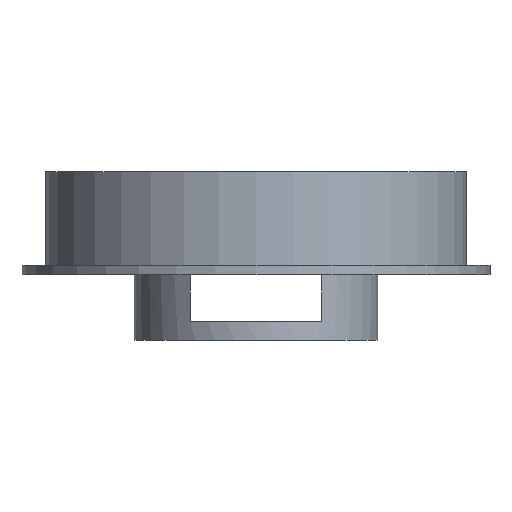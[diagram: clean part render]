
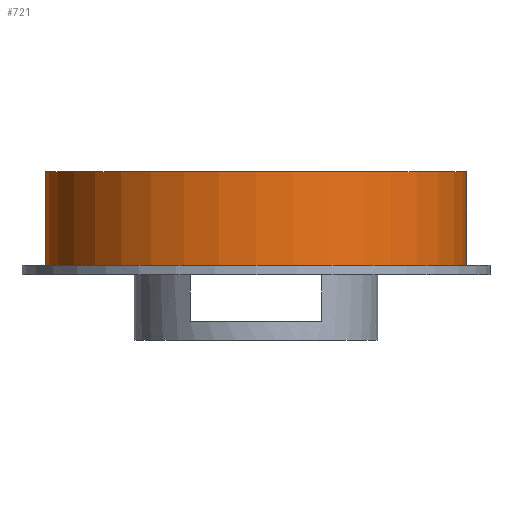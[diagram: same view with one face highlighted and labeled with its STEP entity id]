
A CAD part, front view. The second image highlights one B-rep face of the part: STEP entity #721.
In plain terms, the highlighted cylindrical face has radius 22.5 mm (diameter 45 mm), a partial arc.
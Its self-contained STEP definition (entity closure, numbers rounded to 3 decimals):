
#5 = LINE ( 'NONE', #12, #420 ) ;
#12 = CARTESIAN_POINT ( 'NONE',  ( 22.5, 0., 18. ) ) ;
#20 = VERTEX_POINT ( 'NONE', #218 ) ;
#24 = VERTEX_POINT ( 'NONE', #701 ) ;
#132 = LINE ( 'NONE', #1088, #1250 ) ;
#138 = CIRCLE ( 'NONE', #192, 22.5 ) ;
#169 = ORIENTED_EDGE ( 'NONE', *, *, #644, .F. ) ;
#192 = AXIS2_PLACEMENT_3D ( 'NONE', #1587, #1199, #1234 ) ;
#218 = CARTESIAN_POINT ( 'NONE',  ( 22.5, 0., 8. ) ) ;
#312 = EDGE_CURVE ( 'NONE', #24, #1437, #132, .T. ) ;
#358 = CYLINDRICAL_SURFACE ( 'NONE', #1136, 22.5 ) ;
#397 = ORIENTED_EDGE ( 'NONE', *, *, #312, .T. ) ;
#407 = ORIENTED_EDGE ( 'NONE', *, *, #1263, .T. ) ;
#420 = VECTOR ( 'NONE', #1123, 1000. ) ;
#427 = CARTESIAN_POINT ( 'NONE',  ( 0., 0., 18. ) ) ;
#476 = DIRECTION ( 'NONE',  ( 0., 0., -1. ) ) ;
#562 = ORIENTED_EDGE ( 'NONE', *, *, #1390, .F. ) ;
#644 = EDGE_CURVE ( 'NONE', #24, #1198, #1030, .T. ) ;
#672 = CARTESIAN_POINT ( 'NONE',  ( -22.5, 0., 8. ) ) ;
#701 = CARTESIAN_POINT ( 'NONE',  ( -22.5, 0., 18. ) ) ;
#721 = ADVANCED_FACE ( 'NONE', ( #1110 ), #358, .T. ) ;
#734 = CARTESIAN_POINT ( 'NONE',  ( 22.5, 0., 18. ) ) ;
#862 = DIRECTION ( 'NONE',  ( -1., 0., 0. ) ) ;
#934 = DIRECTION ( 'NONE',  ( 1., 0., 0. ) ) ;
#968 = CARTESIAN_POINT ( 'NONE',  ( 0., 0., 18. ) ) ;
#1030 = CIRCLE ( 'NONE', #1318, 22.5 ) ;
#1057 = DIRECTION ( 'NONE',  ( 0., 0., 1. ) ) ;
#1061 = EDGE_LOOP ( 'NONE', ( #562, #169, #397, #407 ) ) ;
#1088 = CARTESIAN_POINT ( 'NONE',  ( -22.5, 0., 18. ) ) ;
#1110 = FACE_OUTER_BOUND ( 'NONE', #1061, .T. ) ;
#1112 = DIRECTION ( 'NONE',  ( 0., 0., -1. ) ) ;
#1123 = DIRECTION ( 'NONE',  ( 0., 0., -1. ) ) ;
#1136 = AXIS2_PLACEMENT_3D ( 'NONE', #968, #476, #862 ) ;
#1198 = VERTEX_POINT ( 'NONE', #734 ) ;
#1199 = DIRECTION ( 'NONE',  ( 0., 0., 1. ) ) ;
#1234 = DIRECTION ( 'NONE',  ( 1., 0., 0. ) ) ;
#1250 = VECTOR ( 'NONE', #1112, 1000. ) ;
#1263 = EDGE_CURVE ( 'NONE', #1437, #20, #138, .T. ) ;
#1318 = AXIS2_PLACEMENT_3D ( 'NONE', #427, #1057, #934 ) ;
#1390 = EDGE_CURVE ( 'NONE', #1198, #20, #5, .T. ) ;
#1437 = VERTEX_POINT ( 'NONE', #672 ) ;
#1587 = CARTESIAN_POINT ( 'NONE',  ( 0., 0., 8. ) ) ;
